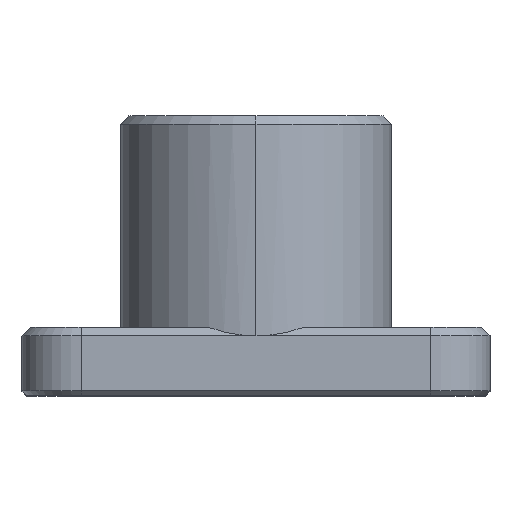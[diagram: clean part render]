
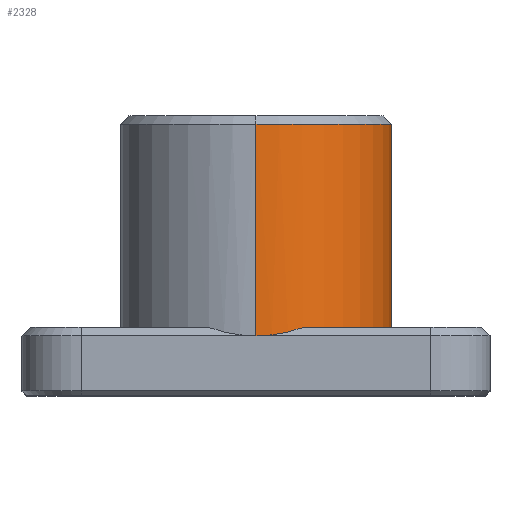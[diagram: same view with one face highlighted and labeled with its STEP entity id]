
A CAD part, top view. The second image highlights one B-rep face of the part: STEP entity #2328.
In plain terms, the highlighted cylindrical face has radius 16 mm (diameter 32 mm), a partial arc.
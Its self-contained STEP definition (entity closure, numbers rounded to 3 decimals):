
#9 = VECTOR ( 'NONE', #3057, 1000. ) ;
#14 = DIRECTION ( 'NONE',  ( 0., -1., 0. ) ) ;
#41 = VERTEX_POINT ( 'NONE', #1688 ) ;
#49 = VERTEX_POINT ( 'NONE', #2940 ) ;
#134 = CIRCLE ( 'NONE', #3254, 16. ) ;
#152 = ORIENTED_EDGE ( 'NONE', *, *, #3195, .T. ) ;
#191 = DIRECTION ( 'NONE',  ( 0., 0., 1. ) ) ;
#193 = EDGE_CURVE ( 'NONE', #1100, #49, #2253, .T. ) ;
#228 = VERTEX_POINT ( 'NONE', #2707 ) ;
#231 = CARTESIAN_POINT ( 'NONE',  ( 1.906, 7., 38.75 ) ) ;
#363 = DIRECTION ( 'NONE',  ( 0., 0., 1. ) ) ;
#379 = B_SPLINE_CURVE_WITH_KNOTS ( 'NONE', 3,
 ( #1762, #2927, #2029, #1966, #2063, #481, #3791, #551 ),
 .UNSPECIFIED., .F., .F.,
 ( 4, 2, 2, 4 ),
 ( 0., 0.002, 0.003, 0.004 ),
 .UNSPECIFIED. ) ;
#470 = VECTOR ( 'NONE', #14, 1000. ) ;
#481 = CARTESIAN_POINT ( 'NONE',  ( 9.782, 17.707, 10.084 ) ) ;
#540 = ORIENTED_EDGE ( 'NONE', *, *, #1907, .F. ) ;
#551 = CARTESIAN_POINT ( 'NONE',  ( 9.232, 18., 9.682 ) ) ;
#683 = ORIENTED_EDGE ( 'NONE', *, *, #2732, .T. ) ;
#712 = CARTESIAN_POINT ( 'NONE',  ( 0., 7., 38.75 ) ) ;
#785 = DIRECTION ( 'NONE',  ( 0., -1., 0. ) ) ;
#961 = DIRECTION ( 'NONE',  ( 0., 1., 0. ) ) ;
#1000 = VECTOR ( 'NONE', #3043, 1000. ) ;
#1012 = LINE ( 'NONE', #3346, #1000 ) ;
#1075 = CYLINDRICAL_SURFACE ( 'NONE', #2259, 16. ) ;
#1100 = VERTEX_POINT ( 'NONE', #3573 ) ;
#1287 = LINE ( 'NONE', #3001, #9 ) ;
#1386 = ORIENTED_EDGE ( 'NONE', *, *, #1649, .F. ) ;
#1641 = CARTESIAN_POINT ( 'NONE',  ( 0., 7., 38.75 ) ) ;
#1649 = EDGE_CURVE ( 'NONE', #2121, #41, #1287, .T. ) ;
#1688 = CARTESIAN_POINT ( 'NONE',  ( 12.353, 8., 12.581 ) ) ;
#1734 = CIRCLE ( 'NONE', #3686, 16. ) ;
#1762 = CARTESIAN_POINT ( 'NONE',  ( 12.353, 17., 12.581 ) ) ;
#1826 = DIRECTION ( 'NONE',  ( 0., 1., 0. ) ) ;
#1907 = EDGE_CURVE ( 'NONE', #3677, #49, #3479, .T. ) ;
#1927 = CARTESIAN_POINT ( 'NONE',  ( 3.781, 7.337, 38.413 ) ) ;
#1959 = DIRECTION ( 'NONE',  ( 0., 0., -1. ) ) ;
#1966 = CARTESIAN_POINT ( 'NONE',  ( 10.595, 17.353, 10.755 ) ) ;
#2029 = CARTESIAN_POINT ( 'NONE',  ( 11.381, 17.094, 11.481 ) ) ;
#2063 = CARTESIAN_POINT ( 'NONE',  ( 10.325, 17.46, 10.523 ) ) ;
#2090 = CARTESIAN_POINT ( 'NONE',  ( 0., 8., 22.75 ) ) ;
#2094 = CARTESIAN_POINT ( 'NONE',  ( 0., 18., 22.75 ) ) ;
#2101 = ORIENTED_EDGE ( 'NONE', *, *, #3632, .T. ) ;
#2121 = VERTEX_POINT ( 'NONE', #3648 ) ;
#2190 = EDGE_CURVE ( 'NONE', #3077, #228, #2409, .T. ) ;
#2248 = CARTESIAN_POINT ( 'NONE',  ( 0., 33., 22.75 ) ) ;
#2253 = CIRCLE ( 'NONE', #3773, 16. ) ;
#2259 = AXIS2_PLACEMENT_3D ( 'NONE', #2248, #785, #1959 ) ;
#2328 = ADVANCED_FACE ( 'NONE', ( #3429 ), #1075, .T. ) ;
#2409 =( BOUNDED_CURVE ( )  B_SPLINE_CURVE ( 3, ( #1641, #231, #1927, #2485 ),
 .UNSPECIFIED., .F., .F. ) 
 B_SPLINE_CURVE_WITH_KNOTS ( ( 4, 4 ),
 ( 0., 0.355 ),
 .UNSPECIFIED. ) 
 CURVE ( )  GEOMETRIC_REPRESENTATION_ITEM ( )  RATIONAL_B_SPLINE_CURVE ( ( 1., 0.99, 0.99, 1. ) ) 
 REPRESENTATION_ITEM ( '' )  );
#2485 = CARTESIAN_POINT ( 'NONE',  ( 5.568, 8., 37.75 ) ) ;
#2506 = ORIENTED_EDGE ( 'NONE', *, *, #2190, .T. ) ;
#2640 = DIRECTION ( 'NONE',  ( 0., 0., 1. ) ) ;
#2649 = CARTESIAN_POINT ( 'NONE',  ( 0., 33., 6.75 ) ) ;
#2674 = EDGE_LOOP ( 'NONE', ( #683, #152, #2506, #2967, #1386, #2101, #2939, #540 ) ) ;
#2707 = CARTESIAN_POINT ( 'NONE',  ( 5.568, 8., 37.75 ) ) ;
#2732 = EDGE_CURVE ( 'NONE', #3677, #3609, #1734, .T. ) ;
#2784 = DIRECTION ( 'NONE',  ( 0., -1., 0. ) ) ;
#2927 = CARTESIAN_POINT ( 'NONE',  ( 11.88, 17., 12.007 ) ) ;
#2939 = ORIENTED_EDGE ( 'NONE', *, *, #193, .T. ) ;
#2940 = CARTESIAN_POINT ( 'NONE',  ( 0., 18., 6.75 ) ) ;
#2967 = ORIENTED_EDGE ( 'NONE', *, *, #3376, .T. ) ;
#3001 = CARTESIAN_POINT ( 'NONE',  ( 12.353, 33., 12.581 ) ) ;
#3043 = DIRECTION ( 'NONE',  ( 0., -1., 0. ) ) ;
#3057 = DIRECTION ( 'NONE',  ( 0., -1., 0. ) ) ;
#3077 = VERTEX_POINT ( 'NONE', #712 ) ;
#3195 = EDGE_CURVE ( 'NONE', #3609, #3077, #1012, .T. ) ;
#3254 = AXIS2_PLACEMENT_3D ( 'NONE', #2090, #1826, #2640 ) ;
#3322 = CARTESIAN_POINT ( 'NONE',  ( 0., 32., 6.75 ) ) ;
#3346 = CARTESIAN_POINT ( 'NONE',  ( 0., 33., 38.75 ) ) ;
#3359 = CARTESIAN_POINT ( 'NONE',  ( 0., 32., 22.75 ) ) ;
#3376 = EDGE_CURVE ( 'NONE', #228, #41, #134, .T. ) ;
#3429 = FACE_OUTER_BOUND ( 'NONE', #2674, .T. ) ;
#3479 = LINE ( 'NONE', #2649, #470 ) ;
#3520 = CARTESIAN_POINT ( 'NONE',  ( 0., 32., 38.75 ) ) ;
#3573 = CARTESIAN_POINT ( 'NONE',  ( 9.232, 18., 9.682 ) ) ;
#3609 = VERTEX_POINT ( 'NONE', #3520 ) ;
#3632 = EDGE_CURVE ( 'NONE', #2121, #1100, #379, .T. ) ;
#3648 = CARTESIAN_POINT ( 'NONE',  ( 12.353, 17., 12.581 ) ) ;
#3677 = VERTEX_POINT ( 'NONE', #3322 ) ;
#3686 = AXIS2_PLACEMENT_3D ( 'NONE', #3359, #2784, #191 ) ;
#3773 = AXIS2_PLACEMENT_3D ( 'NONE', #2094, #961, #363 ) ;
#3791 = CARTESIAN_POINT ( 'NONE',  ( 9.508, 17.847, 9.877 ) ) ;
